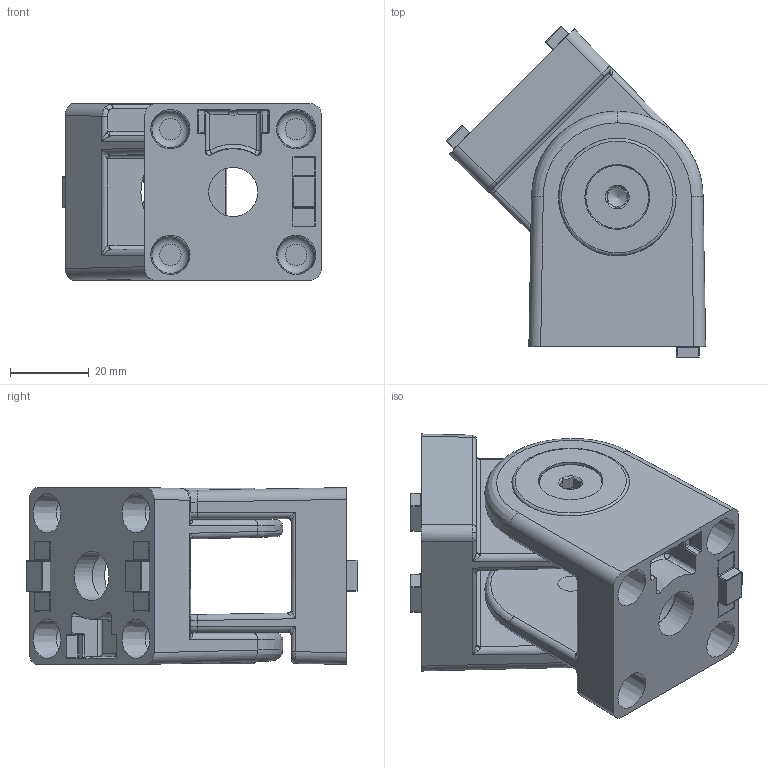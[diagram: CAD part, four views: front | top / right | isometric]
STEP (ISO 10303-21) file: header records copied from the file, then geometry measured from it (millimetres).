
FILE_DESCRIPTION(/* description */ (''),/* implementation_level */ '2;1');
FILE_NAME(/* name */ '324540.stp',/* time_stamp */ '2018-05-31T16:13:06+02:00',/* author */ ('Špaček'),/* organization */ ('Alutec K&K'),/* preprocessor_version */ 'ST-DEVELOPER v16.1',/* originating_system */ 'Autodesk Inventor 2016',/* authorisation */ '');
FILE_SCHEMA (('AUTOMOTIVE_DESIGN { 1 0 10303 214 3 1 1 }'));
Length unit declared in the file: millimetre
Products named in the file (6): 093gr14_093 g r14; 093g45r21_093 g 45 r21; Senkschraube_DIN_7991___M8x12_Standard; 093gr19_aus-2009_Standard; 093gr18_Standard; 324540
Assembly tree (11 placements, depth 2):
  324540
    093gr14_093 g r14  x3
    093g45r21_093 g 45 r21  x2
    Senkschraube_DIN_7991___M8x12_Standard  x2
    093gr19_aus-2009_Standard  x2
    093gr18_Standard  x2
Bounding box: 66.01 x 84.41 x 45 mm (x, y, z)
Volume: 85506.2 mm3; surface area: 41786 mm2
Topology: 11 solids, 11 shells, 660 faces, 1540 edges, 854 vertices
Faces by surface type: cylinder 240, plane 180, bspline 80, sphere 60, torus 52, cone 48
Full cylindrical faces by diameter (mm): 8 x2, 12.5 x2, 16 x2, 16.5 x2, 18.5 x2, 19.6 x2, 25 x2, 25.2 x2, 29.8 x2, 36.8 x2, 37 x2
Entity records: 9440 total; most frequent: CARTESIAN_POINT 3201, DIRECTION 1336, ORIENTED_EDGE 1182, EDGE_CURVE 591, AXIS2_PLACEMENT_3D 549, VERTEX_POINT 369, EDGE_LOOP 354, FACE_OUTER_BOUND 289
